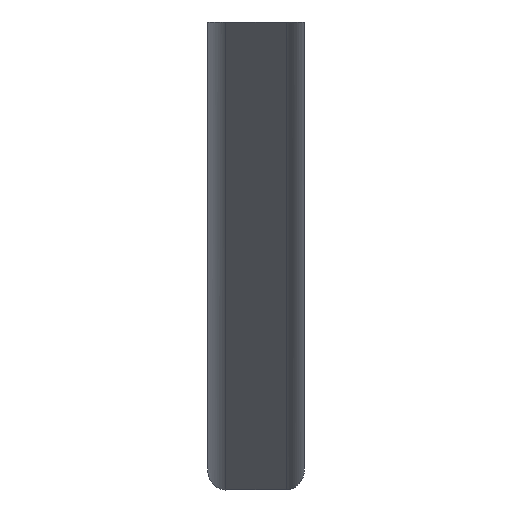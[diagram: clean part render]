
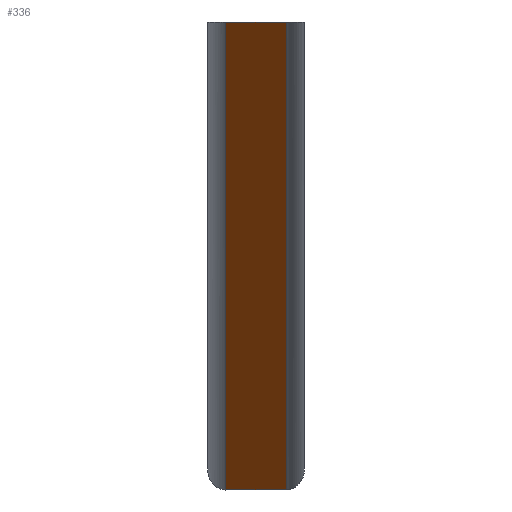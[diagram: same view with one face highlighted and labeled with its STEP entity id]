
A CAD part, left-side view. The second image highlights one B-rep face of the part: STEP entity #336.
In plain terms, the highlighted planar face has unit normal (-0.5, 0, -0.866).
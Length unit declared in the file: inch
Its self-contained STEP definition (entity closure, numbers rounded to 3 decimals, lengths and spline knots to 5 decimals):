
#48=FACE_OUTER_BOUND('',#68,.T.);
#68=EDGE_LOOP('',(#275,#276,#277,#278));
#85=LINE('',#516,#117);
#94=LINE('',#546,#126);
#101=LINE('',#569,#133);
#102=LINE('',#571,#134);
#117=VECTOR('',#411,0.624);
#126=VECTOR('',#438,0.624);
#133=VECTOR('',#459,9.67062);
#134=VECTOR('',#462,9.67062);
#152=VERTEX_POINT('',#513);
#153=VERTEX_POINT('',#515);
#164=VERTEX_POINT('',#543);
#165=VERTEX_POINT('',#545);
#185=EDGE_CURVE('',#152,#153,#85,.T.);
#201=EDGE_CURVE('',#165,#164,#94,.T.);
#213=EDGE_CURVE('',#152,#165,#101,.T.);
#214=EDGE_CURVE('',#164,#153,#102,.T.);
#275=ORIENTED_EDGE('',*,*,#213,.T.);
#276=ORIENTED_EDGE('',*,*,#201,.T.);
#277=ORIENTED_EDGE('',*,*,#214,.T.);
#278=ORIENTED_EDGE('',*,*,#185,.F.);
#323=PLANE('',#378);
#336=ADVANCED_FACE('',(#48),#323,.T.);
#378=AXIS2_PLACEMENT_3D('',#570,#460,#461);
#411=DIRECTION('',(0.,-1.,0.));
#438=DIRECTION('',(0.,-1.,0.));
#459=DIRECTION('',(0.866,0.,-0.5));
#460=DIRECTION('center_axis',(-0.5,0.,-0.866));
#461=DIRECTION('ref_axis',(-0.866,0.,0.5));
#462=DIRECTION('',(-0.866,0.,0.5));
#513=CARTESIAN_POINT('',(-8.5,0.812,-0.5));
#515=CARTESIAN_POINT('',(-8.5,0.188,-0.5));
#516=CARTESIAN_POINT('',(-8.5,0.812,-0.5));
#543=CARTESIAN_POINT('',(-0.125,0.188,-5.33531));
#545=CARTESIAN_POINT('',(-0.125,0.812,-5.33531));
#546=CARTESIAN_POINT('',(-0.125,0.812,-5.33531));
#569=CARTESIAN_POINT('',(-8.5,0.812,-0.5));
#570=CARTESIAN_POINT('Origin',(-0.125,0.,-5.33531));
#571=CARTESIAN_POINT('',(-0.125,0.188,-5.33531));
